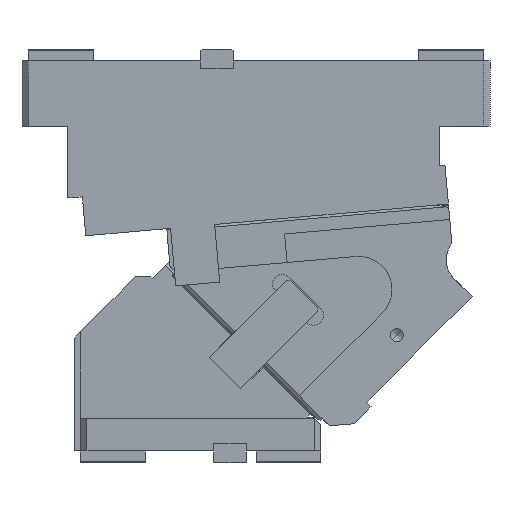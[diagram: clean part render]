
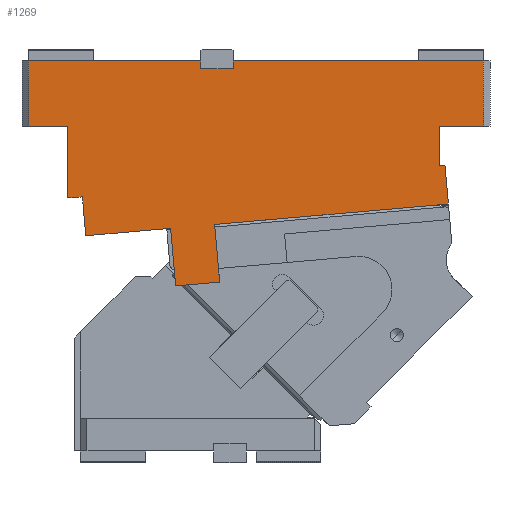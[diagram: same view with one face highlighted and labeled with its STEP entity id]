
A CAD part, front view. The second image highlights one B-rep face of the part: STEP entity #1269.
In plain terms, the highlighted planar face has unit normal (0, -1, 0).
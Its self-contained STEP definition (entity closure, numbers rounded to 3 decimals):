
#237=CARTESIAN_POINT('Vertex',(35.,-125.,-50.)) ;
#240=CARTESIAN_POINT('Line Origine',(20.,-125.,-50.)) ;
#244=CARTESIAN_POINT('Vertex',(5.,-125.,-50.)) ;
#281=CARTESIAN_POINT('Line Origine',(5.,-125.,-25.)) ;
#285=CARTESIAN_POINT('Vertex',(5.,-125.,0.)) ;
#1097=CARTESIAN_POINT('Vertex',(41.068,-125.,-105.)) ;
#1100=CARTESIAN_POINT('Line Origine',(38.034,-125.,-105.)) ;
#1104=CARTESIAN_POINT('Vertex',(35.,-125.,-105.)) ;
#1119=CARTESIAN_POINT('Axis2P3D Location',(0.,-125.,0.)) ;
#1124=CARTESIAN_POINT('Line Origine',(150.,-125.,-6.)) ;
#1128=CARTESIAN_POINT('Vertex',(137.5,-125.,-6.)) ;
#1130=CARTESIAN_POINT('Vertex',(162.5,-125.,-6.)) ;
#1133=CARTESIAN_POINT('Line Origine',(137.5,-125.,-3.)) ;
#1137=CARTESIAN_POINT('Vertex',(137.5,-125.,0.)) ;
#1140=CARTESIAN_POINT('Line Origine',(71.25,-125.,0.)) ;
#1145=CARTESIAN_POINT('Line Origine',(35.,-125.,-77.5)) ;
#1150=CARTESIAN_POINT('Line Origine',(43.756,-125.,-104.765)) ;
#1154=CARTESIAN_POINT('Vertex',(46.443,-125.,-104.53)) ;
#1157=CARTESIAN_POINT('Line Origine',(47.751,-125.,-119.473)) ;
#1161=CARTESIAN_POINT('Vertex',(49.058,-125.,-134.416)) ;
#1164=CARTESIAN_POINT('Line Origine',(81.683,-125.,-131.561)) ;
#1168=CARTESIAN_POINT('Vertex',(114.309,-125.,-128.707)) ;
#1171=CARTESIAN_POINT('Line Origine',(116.248,-125.,-150.872)) ;
#1175=CARTESIAN_POINT('Vertex',(118.187,-125.,-173.038)) ;
#1178=CARTESIAN_POINT('Line Origine',(135.122,-125.,-171.556)) ;
#1182=CARTESIAN_POINT('Vertex',(152.058,-125.,-170.074)) ;
#1185=CARTESIAN_POINT('Line Origine',(150.119,-125.,-147.909)) ;
#1189=CARTESIAN_POINT('Vertex',(148.179,-125.,-125.744)) ;
#1192=CARTESIAN_POINT('Line Origine',(238.086,-125.,-117.878)) ;
#1196=CARTESIAN_POINT('Vertex',(327.993,-125.,-110.012)) ;
#1199=CARTESIAN_POINT('Line Origine',(326.685,-125.,-95.069)) ;
#1203=CARTESIAN_POINT('Vertex',(325.378,-125.,-80.126)) ;
#1206=CARTESIAN_POINT('Line Origine',(323.189,-125.,-80.318)) ;
#1210=CARTESIAN_POINT('Vertex',(321.,-125.,-80.509)) ;
#1213=CARTESIAN_POINT('Line Origine',(321.,-125.,-65.255)) ;
#1217=CARTESIAN_POINT('Vertex',(321.,-125.,-50.)) ;
#1220=CARTESIAN_POINT('Line Origine',(338.,-125.,-50.)) ;
#1224=CARTESIAN_POINT('Vertex',(355.,-125.,-50.)) ;
#1227=CARTESIAN_POINT('Line Origine',(355.,-125.,-25.)) ;
#1231=CARTESIAN_POINT('Vertex',(355.,-125.,0.)) ;
#1234=CARTESIAN_POINT('Line Origine',(258.75,-125.,0.)) ;
#1238=CARTESIAN_POINT('Vertex',(162.5,-125.,0.)) ;
#1241=CARTESIAN_POINT('Line Origine',(162.5,-125.,-3.)) ;
#241=DIRECTION('Vector Direction',(1.,0.,0.)) ;
#282=DIRECTION('Vector Direction',(0.,0.,-1.)) ;
#1101=DIRECTION('Vector Direction',(-1.,0.,0.)) ;
#1120=DIRECTION('Axis2P3D Direction',(0.,1.,0.)) ;
#1121=DIRECTION('Axis2P3D XDirection',(0.,0.,1.)) ;
#1125=DIRECTION('Vector Direction',(1.,0.,0.)) ;
#1134=DIRECTION('Vector Direction',(0.,0.,1.)) ;
#1141=DIRECTION('Vector Direction',(1.,0.,0.)) ;
#1146=DIRECTION('Vector Direction',(0.,0.,-1.)) ;
#1151=DIRECTION('Vector Direction',(-0.996,0.,-0.087)) ;
#1158=DIRECTION('Vector Direction',(-0.087,0.,0.996)) ;
#1165=DIRECTION('Vector Direction',(-0.996,0.,-0.087)) ;
#1172=DIRECTION('Vector Direction',(-0.087,0.,0.996)) ;
#1179=DIRECTION('Vector Direction',(0.996,0.,0.087)) ;
#1186=DIRECTION('Vector Direction',(-0.087,0.,0.996)) ;
#1193=DIRECTION('Vector Direction',(-0.996,0.,-0.087)) ;
#1200=DIRECTION('Vector Direction',(0.087,0.,-0.996)) ;
#1207=DIRECTION('Vector Direction',(0.996,0.,0.087)) ;
#1214=DIRECTION('Vector Direction',(0.,0.,-1.)) ;
#1221=DIRECTION('Vector Direction',(-1.,0.,0.)) ;
#1228=DIRECTION('Vector Direction',(0.,0.,1.)) ;
#1235=DIRECTION('Vector Direction',(1.,0.,0.)) ;
#1242=DIRECTION('Vector Direction',(0.,0.,-1.)) ;
#1122=AXIS2_PLACEMENT_3D('Plane Axis2P3D',#1119,#1120,#1121) ;
#1247=ORIENTED_EDGE('',*,*,#1132,.F.) ;
#1248=ORIENTED_EDGE('',*,*,#1139,.T.) ;
#1249=ORIENTED_EDGE('',*,*,#1144,.F.) ;
#1250=ORIENTED_EDGE('',*,*,#287,.T.) ;
#1251=ORIENTED_EDGE('',*,*,#246,.T.) ;
#1252=ORIENTED_EDGE('',*,*,#1149,.T.) ;
#1253=ORIENTED_EDGE('',*,*,#1106,.F.) ;
#1254=ORIENTED_EDGE('',*,*,#1156,.F.) ;
#1255=ORIENTED_EDGE('',*,*,#1163,.T.) ;
#1256=ORIENTED_EDGE('',*,*,#1170,.T.) ;
#1257=ORIENTED_EDGE('',*,*,#1177,.F.) ;
#1258=ORIENTED_EDGE('',*,*,#1184,.T.) ;
#1259=ORIENTED_EDGE('',*,*,#1191,.T.) ;
#1260=ORIENTED_EDGE('',*,*,#1198,.T.) ;
#1261=ORIENTED_EDGE('',*,*,#1205,.T.) ;
#1262=ORIENTED_EDGE('',*,*,#1212,.T.) ;
#1263=ORIENTED_EDGE('',*,*,#1219,.F.) ;
#1264=ORIENTED_EDGE('',*,*,#1226,.F.) ;
#1265=ORIENTED_EDGE('',*,*,#1233,.T.) ;
#1266=ORIENTED_EDGE('',*,*,#1240,.F.) ;
#1267=ORIENTED_EDGE('',*,*,#1245,.T.) ;
#242=VECTOR('Line Direction',#241,1.) ;
#283=VECTOR('Line Direction',#282,1.) ;
#1102=VECTOR('Line Direction',#1101,1.) ;
#1126=VECTOR('Line Direction',#1125,1.) ;
#1135=VECTOR('Line Direction',#1134,1.) ;
#1142=VECTOR('Line Direction',#1141,1.) ;
#1147=VECTOR('Line Direction',#1146,1.) ;
#1152=VECTOR('Line Direction',#1151,1.) ;
#1159=VECTOR('Line Direction',#1158,1.) ;
#1166=VECTOR('Line Direction',#1165,1.) ;
#1173=VECTOR('Line Direction',#1172,1.) ;
#1180=VECTOR('Line Direction',#1179,1.) ;
#1187=VECTOR('Line Direction',#1186,1.) ;
#1194=VECTOR('Line Direction',#1193,1.) ;
#1201=VECTOR('Line Direction',#1200,1.) ;
#1208=VECTOR('Line Direction',#1207,1.) ;
#1215=VECTOR('Line Direction',#1214,1.) ;
#1222=VECTOR('Line Direction',#1221,1.) ;
#1229=VECTOR('Line Direction',#1228,1.) ;
#1236=VECTOR('Line Direction',#1235,1.) ;
#1243=VECTOR('Line Direction',#1242,1.) ;
#1269=ADVANCED_FACE('CAM HOLDER',(#1268),#1123,.F.) ;
#246=EDGE_CURVE('',#245,#238,#243,.T.) ;
#287=EDGE_CURVE('',#286,#245,#284,.T.) ;
#1106=EDGE_CURVE('',#1098,#1105,#1103,.T.) ;
#1132=EDGE_CURVE('',#1129,#1131,#1127,.T.) ;
#1139=EDGE_CURVE('',#1129,#1138,#1136,.T.) ;
#1144=EDGE_CURVE('',#286,#1138,#1143,.T.) ;
#1149=EDGE_CURVE('',#238,#1105,#1148,.T.) ;
#1156=EDGE_CURVE('',#1155,#1098,#1153,.T.) ;
#1163=EDGE_CURVE('',#1155,#1162,#1160,.F.) ;
#1170=EDGE_CURVE('',#1162,#1169,#1167,.F.) ;
#1177=EDGE_CURVE('',#1176,#1169,#1174,.T.) ;
#1184=EDGE_CURVE('',#1176,#1183,#1181,.T.) ;
#1191=EDGE_CURVE('',#1183,#1190,#1188,.T.) ;
#1198=EDGE_CURVE('',#1190,#1197,#1195,.F.) ;
#1205=EDGE_CURVE('',#1197,#1204,#1202,.F.) ;
#1212=EDGE_CURVE('',#1204,#1211,#1209,.F.) ;
#1219=EDGE_CURVE('',#1218,#1211,#1216,.T.) ;
#1226=EDGE_CURVE('',#1225,#1218,#1223,.T.) ;
#1233=EDGE_CURVE('',#1225,#1232,#1230,.T.) ;
#1240=EDGE_CURVE('',#1239,#1232,#1237,.T.) ;
#1245=EDGE_CURVE('',#1239,#1131,#1244,.T.) ;
#1246=EDGE_LOOP('',(#1247,#1248,#1249,#1250,#1251,#1252,#1253,#1254,#1255,#1256,#1257,#1258,#1259,#1260,#1261,#1262,#1263,#1264,#1265,#1266,#1267)) ;
#1268=FACE_OUTER_BOUND('',#1246,.T.) ;
#243=LINE('Line',#240,#242) ;
#284=LINE('Line',#281,#283) ;
#1103=LINE('Line',#1100,#1102) ;
#1127=LINE('Line',#1124,#1126) ;
#1136=LINE('Line',#1133,#1135) ;
#1143=LINE('Line',#1140,#1142) ;
#1148=LINE('Line',#1145,#1147) ;
#1153=LINE('Line',#1150,#1152) ;
#1160=LINE('Line',#1157,#1159) ;
#1167=LINE('Line',#1164,#1166) ;
#1174=LINE('Line',#1171,#1173) ;
#1181=LINE('Line',#1178,#1180) ;
#1188=LINE('Line',#1185,#1187) ;
#1195=LINE('Line',#1192,#1194) ;
#1202=LINE('Line',#1199,#1201) ;
#1209=LINE('Line',#1206,#1208) ;
#1216=LINE('Line',#1213,#1215) ;
#1223=LINE('Line',#1220,#1222) ;
#1230=LINE('Line',#1227,#1229) ;
#1237=LINE('Line',#1234,#1236) ;
#1244=LINE('Line',#1241,#1243) ;
#1123=PLANE('Plane',#1122) ;
#238=VERTEX_POINT('',#237) ;
#245=VERTEX_POINT('',#244) ;
#286=VERTEX_POINT('',#285) ;
#1098=VERTEX_POINT('',#1097) ;
#1105=VERTEX_POINT('',#1104) ;
#1129=VERTEX_POINT('',#1128) ;
#1131=VERTEX_POINT('',#1130) ;
#1138=VERTEX_POINT('',#1137) ;
#1155=VERTEX_POINT('',#1154) ;
#1162=VERTEX_POINT('',#1161) ;
#1169=VERTEX_POINT('',#1168) ;
#1176=VERTEX_POINT('',#1175) ;
#1183=VERTEX_POINT('',#1182) ;
#1190=VERTEX_POINT('',#1189) ;
#1197=VERTEX_POINT('',#1196) ;
#1204=VERTEX_POINT('',#1203) ;
#1211=VERTEX_POINT('',#1210) ;
#1218=VERTEX_POINT('',#1217) ;
#1225=VERTEX_POINT('',#1224) ;
#1232=VERTEX_POINT('',#1231) ;
#1239=VERTEX_POINT('',#1238) ;
